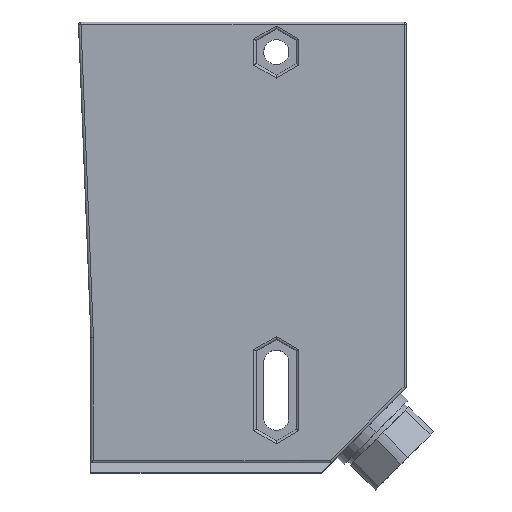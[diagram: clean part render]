
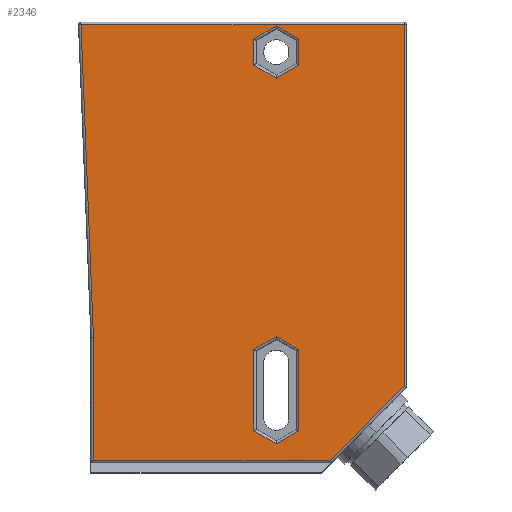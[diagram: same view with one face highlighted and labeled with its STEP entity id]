
A CAD part, top view. The second image highlights one B-rep face of the part: STEP entity #2346.
In plain terms, the highlighted planar face has unit normal (0, 0, 1).
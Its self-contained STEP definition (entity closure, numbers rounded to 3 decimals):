
#18=DIRECTION('',(0.,1.,0.));
#19=VECTOR('',#18,5.196);
#20=CARTESIAN_POINT('',(2.25,35.402,12.9));
#21=LINE('',#20,#19);
#26=DIRECTION('',(-0.866,0.5,0.));
#27=VECTOR('',#26,5.196);
#28=CARTESIAN_POINT('',(6.75,32.804,12.9));
#29=LINE('',#28,#27);
#33=DIRECTION('',(-0.866,-0.5,0.));
#34=VECTOR('',#33,5.196);
#35=CARTESIAN_POINT('',(11.25,35.402,12.9));
#36=LINE('',#35,#34);
#40=DIRECTION('',(0.,-1.,0.));
#41=VECTOR('',#40,5.196);
#42=CARTESIAN_POINT('',(11.25,40.598,12.9));
#43=LINE('',#42,#41);
#47=DIRECTION('',(0.866,-0.5,0.));
#48=VECTOR('',#47,5.196);
#49=CARTESIAN_POINT('',(6.75,43.196,12.9));
#50=LINE('',#49,#48);
#54=DIRECTION('',(0.866,0.5,0.));
#55=VECTOR('',#54,5.196);
#56=CARTESIAN_POINT('',(2.25,40.598,12.9));
#57=LINE('',#56,#55);
#61=DIRECTION('',(0.866,-0.5,0.));
#62=VECTOR('',#61,5.196);
#63=CARTESIAN_POINT('',(6.75,-18.804,12.9));
#64=LINE('',#63,#62);
#68=DIRECTION('',(0.866,0.5,0.));
#69=VECTOR('',#68,5.196);
#70=CARTESIAN_POINT('',(2.25,-21.402,12.9));
#71=LINE('',#70,#69);
#75=DIRECTION('',(0.,1.,0.));
#76=VECTOR('',#75,16.196);
#77=CARTESIAN_POINT('',(2.25,-37.598,12.9));
#78=LINE('',#77,#76);
#82=DIRECTION('',(-0.866,0.5,0.));
#83=VECTOR('',#82,5.196);
#84=CARTESIAN_POINT('',(6.75,-40.196,12.9));
#85=LINE('',#84,#83);
#89=DIRECTION('',(-0.866,-0.5,0.));
#90=VECTOR('',#89,5.196);
#91=CARTESIAN_POINT('',(11.25,-37.598,12.9));
#92=LINE('',#91,#90);
#96=DIRECTION('',(0.,-1.,0.));
#97=VECTOR('',#96,16.196);
#98=CARTESIAN_POINT('',(11.25,-21.402,12.9));
#99=LINE('',#98,#97);
#103=DIRECTION('',(-1.,0.,0.));
#104=VECTOR('',#103,64.48);
#105=CARTESIAN_POINT('',(32.25,43.5,12.9));
#106=LINE('',#105,#104);
#110=DIRECTION('',(0.,1.,0.));
#111=VECTOR('',#110,72.293);
#112=CARTESIAN_POINT('',(32.25,-28.793,12.9));
#113=LINE('',#112,#111);
#117=DIRECTION('',(0.707,0.707,0.));
#118=VECTOR('',#117,20.799);
#119=CARTESIAN_POINT('',(17.543,-43.5,12.9));
#120=LINE('',#119,#118);
#124=DIRECTION('',(1.,0.,0.));
#125=VECTOR('',#124,47.293);
#126=CARTESIAN_POINT('',(-29.75,-43.5,12.9));
#127=LINE('',#126,#125);
#131=DIRECTION('',(0.,-1.,0.));
#132=VECTOR('',#131,24.51);
#133=CARTESIAN_POINT('',(-29.75,-18.99,12.9));
#134=LINE('',#133,#132);
#138=DIRECTION('',(0.04,-0.999,0.));
#139=VECTOR('',#138,62.539);
#140=CARTESIAN_POINT('',(-32.23,43.5,12.9));
#141=LINE('',#140,#139);
#2047=CARTESIAN_POINT('',(2.25,35.402,12.9));
#2048=CARTESIAN_POINT('',(2.25,40.598,12.9));
#2049=VERTEX_POINT('',#2047);
#2050=VERTEX_POINT('',#2048);
#2053=CARTESIAN_POINT('',(6.75,43.196,12.9));
#2054=VERTEX_POINT('',#2053);
#2055=CARTESIAN_POINT('',(11.25,40.598,12.9));
#2056=VERTEX_POINT('',#2055);
#2059=CARTESIAN_POINT('',(11.25,35.402,12.9));
#2060=VERTEX_POINT('',#2059);
#2063=CARTESIAN_POINT('',(6.75,32.804,12.9));
#2064=VERTEX_POINT('',#2063);
#2111=CARTESIAN_POINT('',(6.75,-18.804,12.9));
#2112=CARTESIAN_POINT('',(11.25,-21.402,12.9));
#2113=VERTEX_POINT('',#2111);
#2114=VERTEX_POINT('',#2112);
#2115=CARTESIAN_POINT('',(11.25,-37.598,12.9));
#2116=VERTEX_POINT('',#2115);
#2119=CARTESIAN_POINT('',(6.75,-40.196,12.9));
#2120=VERTEX_POINT('',#2119);
#2123=CARTESIAN_POINT('',(2.25,-37.598,12.9));
#2124=VERTEX_POINT('',#2123);
#2127=CARTESIAN_POINT('',(2.25,-21.402,12.9));
#2128=VERTEX_POINT('',#2127);
#2179=CARTESIAN_POINT('',(32.25,43.5,12.9));
#2180=CARTESIAN_POINT('',(-32.23,43.5,12.9));
#2181=VERTEX_POINT('',#2179);
#2182=VERTEX_POINT('',#2180);
#2201=CARTESIAN_POINT('',(32.25,-28.793,12.9));
#2202=VERTEX_POINT('',#2201);
#2205=CARTESIAN_POINT('',(17.543,-43.5,12.9));
#2206=VERTEX_POINT('',#2205);
#2209=CARTESIAN_POINT('',(-29.75,-43.5,12.9));
#2210=VERTEX_POINT('',#2209);
#2211=CARTESIAN_POINT('',(-29.75,-18.99,12.9));
#2212=VERTEX_POINT('',#2211);
#2299=CARTESIAN_POINT('',(0.,0.,12.9));
#2300=DIRECTION('',(0.,0.,1.));
#2301=DIRECTION('',(1.,0.,0.));
#2302=AXIS2_PLACEMENT_3D('',#2299,#2300,#2301);
#2303=PLANE('',#2302);
#2305=ORIENTED_EDGE('',*,*,#2304,.F.);
#2307=ORIENTED_EDGE('',*,*,#2306,.F.);
#2309=ORIENTED_EDGE('',*,*,#2308,.F.);
#2311=ORIENTED_EDGE('',*,*,#2310,.F.);
#2313=ORIENTED_EDGE('',*,*,#2312,.F.);
#2315=ORIENTED_EDGE('',*,*,#2314,.F.);
#2316=EDGE_LOOP('',(#2305,#2307,#2309,#2311,#2313,#2315));
#2317=FACE_OUTER_BOUND('',#2316,.F.);
#2319=ORIENTED_EDGE('',*,*,#2318,.F.);
#2321=ORIENTED_EDGE('',*,*,#2320,.F.);
#2323=ORIENTED_EDGE('',*,*,#2322,.F.);
#2325=ORIENTED_EDGE('',*,*,#2324,.F.);
#2327=ORIENTED_EDGE('',*,*,#2326,.F.);
#2329=ORIENTED_EDGE('',*,*,#2328,.F.);
#2330=EDGE_LOOP('',(#2319,#2321,#2323,#2325,#2327,#2329));
#2331=FACE_BOUND('',#2330,.F.);
#2333=ORIENTED_EDGE('',*,*,#2332,.F.);
#2335=ORIENTED_EDGE('',*,*,#2334,.F.);
#2337=ORIENTED_EDGE('',*,*,#2336,.F.);
#2339=ORIENTED_EDGE('',*,*,#2338,.F.);
#2341=ORIENTED_EDGE('',*,*,#2340,.F.);
#2343=ORIENTED_EDGE('',*,*,#2342,.F.);
#2344=EDGE_LOOP('',(#2333,#2335,#2337,#2339,#2341,#2343));
#2345=FACE_BOUND('',#2344,.F.);
#2346=ADVANCED_FACE('',(#2317,#2331,#2345),#2303,.T.);
#2304=EDGE_CURVE('',#2181,#2182,#106,.T.);
#2306=EDGE_CURVE('',#2202,#2181,#113,.T.);
#2308=EDGE_CURVE('',#2206,#2202,#120,.T.);
#2310=EDGE_CURVE('',#2210,#2206,#127,.T.);
#2312=EDGE_CURVE('',#2212,#2210,#134,.T.);
#2314=EDGE_CURVE('',#2182,#2212,#141,.T.);
#2318=EDGE_CURVE('',#2049,#2050,#21,.T.);
#2320=EDGE_CURVE('',#2064,#2049,#29,.T.);
#2322=EDGE_CURVE('',#2060,#2064,#36,.T.);
#2324=EDGE_CURVE('',#2056,#2060,#43,.T.);
#2326=EDGE_CURVE('',#2054,#2056,#50,.T.);
#2328=EDGE_CURVE('',#2050,#2054,#57,.T.);
#2332=EDGE_CURVE('',#2113,#2114,#64,.T.);
#2334=EDGE_CURVE('',#2128,#2113,#71,.T.);
#2336=EDGE_CURVE('',#2124,#2128,#78,.T.);
#2338=EDGE_CURVE('',#2120,#2124,#85,.T.);
#2340=EDGE_CURVE('',#2116,#2120,#92,.T.);
#2342=EDGE_CURVE('',#2114,#2116,#99,.T.);
